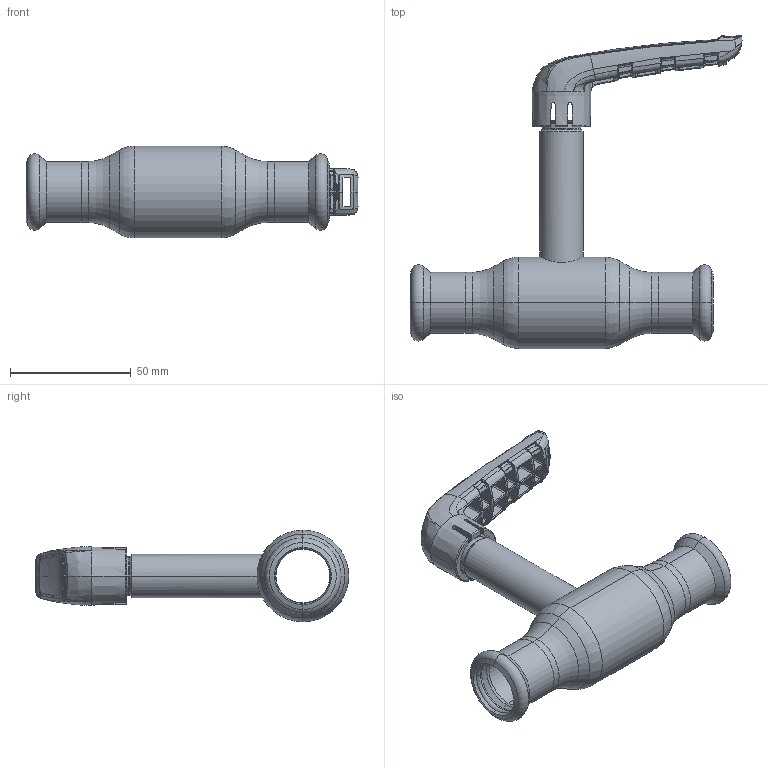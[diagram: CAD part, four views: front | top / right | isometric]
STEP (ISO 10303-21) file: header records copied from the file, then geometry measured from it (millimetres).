
FILE_DESCRIPTION (( 'STEP AP214' ), '1' );
FILE_NAME ('XPR20101 DN20 22 x 22.step', '2018-09-25T08:39:32', ( '' ), ( '' ), 'SwSTEP 2.0', 'SolidWorks 2017', '' );
FILE_SCHEMA (( 'AUTOMOTIVE_DESIGN' ));
Length unit declared in the file: millimetre
Products named in the file (1): XPR20101 DN20 22 x 22
Bounding box: 137.58 x 129.88 x 38 mm (x, y, z)
Surface area: 30848.9 mm2 (no closed solid volume)
Topology: 0 solids, 10 shells, 780 faces, 2471 edges, 1574 vertices
Faces by surface type: bspline 639, plane 51, cylinder 33, cone 32, torus 25
Entity records: 58363 total; most frequent: CARTESIAN_POINT 34093, ORIENTED_EDGE 4070, EDGE_CURVE 2437, B_SPLINE_CURVE_WITH_KNOTS 1701, DIRECTION 1588, VERTEX_POINT 1574, EDGE_LOOP 801, UNCERTAINTY_MEASURE_WITH_UNIT 782
